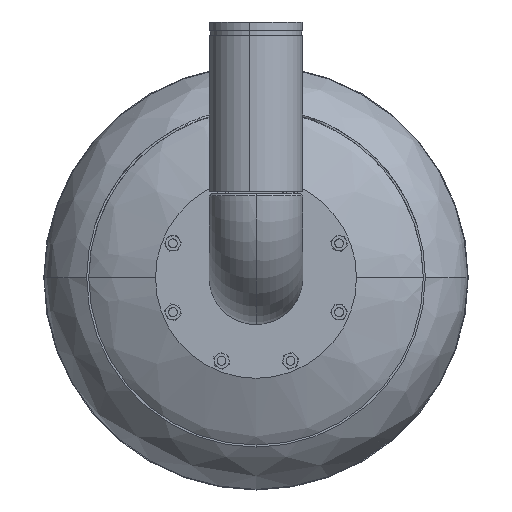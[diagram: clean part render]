
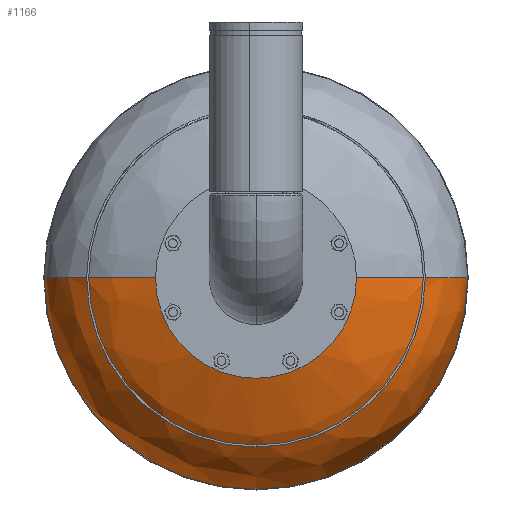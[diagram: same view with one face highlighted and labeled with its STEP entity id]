
A CAD part, front view. The second image highlights one B-rep face of the part: STEP entity #1166.
In plain terms, the highlighted free-form (B-spline) face has degree [3, 3] with [4, 4] control points.
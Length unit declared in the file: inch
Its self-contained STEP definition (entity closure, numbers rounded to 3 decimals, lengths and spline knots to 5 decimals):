
#1166 = ADVANCED_FACE ( 'NONE', ( #58646 ), #3148, .F. ) ;
#1426 = EDGE_CURVE ( 'NONE', #53994, #46142, #23420, .T. ) ;
#1547 = AXIS2_PLACEMENT_3D ( 'NONE', #12890, #49210, #29983 ) ;
#3148 =( BOUNDED_SURFACE ( )  B_SPLINE_SURFACE ( 3, 3, ( 
 ( #26821, #49359, #49069, #35217 ),
 ( #53258, #4354, #8565, #39754 ),
 ( #49650, #22615, #30427, #3467 ),
 ( #48770, #40651, #21735, #44270 ) ),
 .UNSPECIFIED., .F., .F., .F. ) 
 B_SPLINE_SURFACE_WITH_KNOTS ( ( 4, 4 ),
 ( 4, 4 ),
 ( 0., 1. ),
 ( 0., 1. ),
 .UNSPECIFIED. ) 
 GEOMETRIC_REPRESENTATION_ITEM ( )  RATIONAL_B_SPLINE_SURFACE ( (
 ( 1., 0.333, 0.333, 1.),
 ( 0.906, 0.302, 0.302, 0.906),
 ( 0.906, 0.302, 0.302, 0.906),
 ( 1., 0.333, 0.333, 1.) ) ) 
 REPRESENTATION_ITEM ( '' )  SURFACE ( )  );
#3408 = EDGE_LOOP ( 'NONE', ( #43860, #32719, #19420, #28973, #38118 ) ) ;
#3467 = CARTESIAN_POINT ( 'NONE',  ( 15., 3.37479, 0. ) ) ;
#4354 = CARTESIAN_POINT ( 'NONE',  ( -12.10218, 5.84145, -24.20435 ) ) ;
#5933 = CIRCLE ( 'NONE', #25077, 7.125 ) ;
#6183 = DIRECTION ( 'NONE',  ( 1., 0., 0. ) ) ;
#8079 = DIRECTION ( 'NONE',  ( 1., 0., 0. ) ) ;
#8195 = CARTESIAN_POINT ( 'NONE',  ( 7.125, 7.20579, 0. ) ) ;
#8565 = CARTESIAN_POINT ( 'NONE',  ( 12.10218, 5.84145, -24.20435 ) ) ;
#10127 = VERTEX_POINT ( 'NONE', #39505 ) ;
#10543 = CARTESIAN_POINT ( 'NONE',  ( -15., 0.5025, 0. ) ) ;
#10614 = CARTESIAN_POINT ( 'NONE',  ( 15., 3.37479, 0. ) ) ;
#11126 = CARTESIAN_POINT ( 'NONE',  ( -7.125, 7.20579, 0. ) ) ;
#12697 = AXIS2_PLACEMENT_3D ( 'NONE', #42769, #39136, #6183 ) ;
#12890 = CARTESIAN_POINT ( 'NONE',  ( 0., 7.20579, 0. ) ) ;
#15020 =( BOUNDED_CURVE ( )  B_SPLINE_CURVE ( 3, ( #11126, #29401, #55849, #10543 ),
 .UNSPECIFIED., .F., .F. ) 
 B_SPLINE_CURVE_WITH_KNOTS ( ( 4, 4 ),
 ( 2.06576, 3.14159 ),
 .UNSPECIFIED. ) 
 CURVE ( )  GEOMETRIC_REPRESENTATION_ITEM ( )  RATIONAL_B_SPLINE_CURVE ( ( 1., 0.906, 0.906, 1. ) ) 
 REPRESENTATION_ITEM ( '' )  );
#17381 = VERTEX_POINT ( 'NONE', #45060 ) ;
#19420 = ORIENTED_EDGE ( 'NONE', *, *, #50410, .T. ) ;
#20472 = CARTESIAN_POINT ( 'NONE',  ( 12.10218, 5.84145, 0. ) ) ;
#21735 = CARTESIAN_POINT ( 'NONE',  ( 15., 0.5025, -30. ) ) ;
#22615 = CARTESIAN_POINT ( 'NONE',  ( -15., 3.37479, -30. ) ) ;
#23420 =( BOUNDED_CURVE ( )  B_SPLINE_CURVE ( 3, ( #24966, #20472, #10614, #30078 ),
 .UNSPECIFIED., .F., .F. ) 
 B_SPLINE_CURVE_WITH_KNOTS ( ( 4, 4 ),
 ( 2.06576, 3.14159 ),
 .UNSPECIFIED. ) 
 CURVE ( )  GEOMETRIC_REPRESENTATION_ITEM ( )  RATIONAL_B_SPLINE_CURVE ( ( 1., 0.906, 0.906, 1. ) ) 
 REPRESENTATION_ITEM ( '' )  );
#23689 = EDGE_CURVE ( 'NONE', #17381, #26536, #33139, .T. ) ;
#24966 = CARTESIAN_POINT ( 'NONE',  ( 7.125, 7.20579, 0. ) ) ;
#25077 = AXIS2_PLACEMENT_3D ( 'NONE', #39847, #58145, #8079 ) ;
#26536 = VERTEX_POINT ( 'NONE', #33832 ) ;
#26821 = CARTESIAN_POINT ( 'NONE',  ( -7.125, 7.20579, 0. ) ) ;
#28973 = ORIENTED_EDGE ( 'NONE', *, *, #1426, .T. ) ;
#29401 = CARTESIAN_POINT ( 'NONE',  ( -12.10218, 5.84145, 0. ) ) ;
#29983 = DIRECTION ( 'NONE',  ( 1., 0., 0. ) ) ;
#30078 = CARTESIAN_POINT ( 'NONE',  ( 15., 0.5025, 0. ) ) ;
#30427 = CARTESIAN_POINT ( 'NONE',  ( 15., 3.37479, -30. ) ) ;
#30864 = CIRCLE ( 'NONE', #12697, 15. ) ;
#32719 = ORIENTED_EDGE ( 'NONE', *, *, #23689, .T. ) ;
#33139 = CIRCLE ( 'NONE', #1547, 7.125 ) ;
#33832 = CARTESIAN_POINT ( 'NONE',  ( 0., 7.20579, -7.125 ) ) ;
#35217 = CARTESIAN_POINT ( 'NONE',  ( 7.125, 7.20579, 0. ) ) ;
#36232 = EDGE_CURVE ( 'NONE', #10127, #46142, #30864, .T. ) ;
#38118 = ORIENTED_EDGE ( 'NONE', *, *, #36232, .F. ) ;
#39136 = DIRECTION ( 'NONE',  ( 0., -1., 0. ) ) ;
#39505 = CARTESIAN_POINT ( 'NONE',  ( -15., 0.5025, 0. ) ) ;
#39754 = CARTESIAN_POINT ( 'NONE',  ( 12.10218, 5.84145, 0. ) ) ;
#39847 = CARTESIAN_POINT ( 'NONE',  ( 0., 7.20579, 0. ) ) ;
#40651 = CARTESIAN_POINT ( 'NONE',  ( -15., 0.5025, -30. ) ) ;
#42769 = CARTESIAN_POINT ( 'NONE',  ( 0., 0.5025, 0. ) ) ;
#43860 = ORIENTED_EDGE ( 'NONE', *, *, #48661, .F. ) ;
#44270 = CARTESIAN_POINT ( 'NONE',  ( 15., 0.5025, 0. ) ) ;
#45060 = CARTESIAN_POINT ( 'NONE',  ( -7.125, 7.20579, 0. ) ) ;
#46142 = VERTEX_POINT ( 'NONE', #54956 ) ;
#48661 = EDGE_CURVE ( 'NONE', #17381, #10127, #15020, .T. ) ;
#48770 = CARTESIAN_POINT ( 'NONE',  ( -15., 0.5025, 0. ) ) ;
#49069 = CARTESIAN_POINT ( 'NONE',  ( 7.125, 7.20579, -14.25 ) ) ;
#49210 = DIRECTION ( 'NONE',  ( 0., -1., 0. ) ) ;
#49359 = CARTESIAN_POINT ( 'NONE',  ( -7.125, 7.20579, -14.25 ) ) ;
#49650 = CARTESIAN_POINT ( 'NONE',  ( -15., 3.37479, 0. ) ) ;
#50410 = EDGE_CURVE ( 'NONE', #26536, #53994, #5933, .T. ) ;
#53258 = CARTESIAN_POINT ( 'NONE',  ( -12.10218, 5.84145, 0. ) ) ;
#53994 = VERTEX_POINT ( 'NONE', #8195 ) ;
#54956 = CARTESIAN_POINT ( 'NONE',  ( 15., 0.5025, 0. ) ) ;
#55849 = CARTESIAN_POINT ( 'NONE',  ( -15., 3.37479, 0. ) ) ;
#58145 = DIRECTION ( 'NONE',  ( 0., -1., 0. ) ) ;
#58646 = FACE_OUTER_BOUND ( 'NONE', #3408, .T. ) ;
